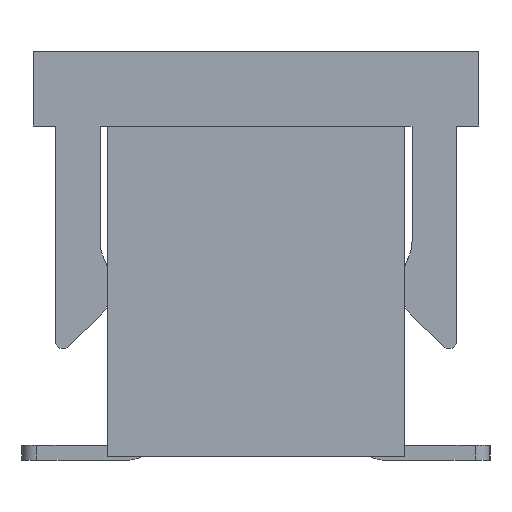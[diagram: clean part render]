
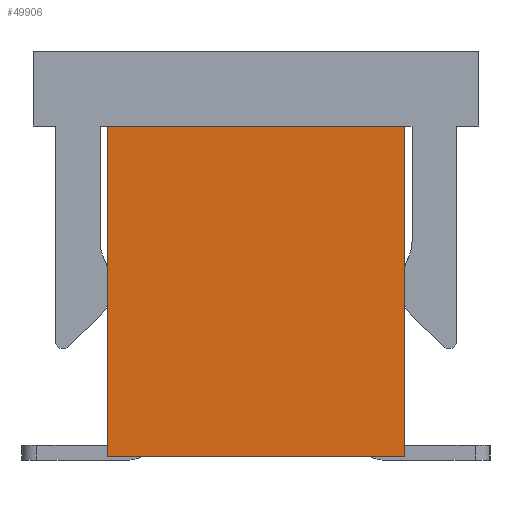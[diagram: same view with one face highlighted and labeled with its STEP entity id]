
A CAD part, left-side view. The second image highlights one B-rep face of the part: STEP entity #49906.
In plain terms, the highlighted planar face has unit normal (-1, 0, 0).
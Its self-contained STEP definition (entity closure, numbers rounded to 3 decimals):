
#839=CARTESIAN_POINT('',(-10.075,-2.,5.45));
#840=VERTEX_POINT('',#839);
#848=CARTESIAN_POINT('',(-10.075,2.,5.45));
#849=VERTEX_POINT('',#848);
#856=CARTESIAN_POINT('',(-10.075,-2.,5.45));
#857=DIRECTION('',(0.,1.,0.));
#858=VECTOR('',#857,4.);
#859=LINE('',#856,#858);
#860=EDGE_CURVE('',#840,#849,#859,.T.);
#49310=CARTESIAN_POINT('',(-10.075,2.,1.));
#49311=VERTEX_POINT('',#49310);
#49318=CARTESIAN_POINT('',(-10.075,2.,5.45));
#49319=DIRECTION('',(0.,0.,-1.));
#49320=VECTOR('',#49319,4.45);
#49321=LINE('',#49318,#49320);
#49322=EDGE_CURVE('',#849,#49311,#49321,.T.);
#49570=CARTESIAN_POINT('',(-10.075,-2.,1.));
#49571=VERTEX_POINT('',#49570);
#49572=CARTESIAN_POINT('',(-10.075,-2.,1.));
#49573=DIRECTION('',(0.,0.,1.));
#49574=VECTOR('',#49573,4.45);
#49575=LINE('',#49572,#49574);
#49576=EDGE_CURVE('',#49571,#840,#49575,.T.);
#49890=CARTESIAN_POINT('',(-10.075,0.,3.225));
#49891=DIRECTION('',(0.,-1.,0.));
#49892=DIRECTION('',(-1.,0.,0.));
#49893=AXIS2_PLACEMENT_3D('',#49890,#49892,#49891);
#49894=PLANE('',#49893);
#49895=CARTESIAN_POINT('',(-10.075,2.,1.));
#49896=DIRECTION('',(0.,-1.,0.));
#49897=VECTOR('',#49896,4.);
#49898=LINE('',#49895,#49897);
#49899=EDGE_CURVE('',#49311,#49571,#49898,.T.);
#49900=ORIENTED_EDGE('',*,*,#49899,.T.);
#49901=ORIENTED_EDGE('',*,*,#49576,.T.);
#49902=ORIENTED_EDGE('',*,*,#860,.T.);
#49903=ORIENTED_EDGE('',*,*,#49322,.T.);
#49904=EDGE_LOOP('',(#49900,#49901,#49902,#49903));
#49905=FACE_OUTER_BOUND('',#49904,.T.);
#49906=ADVANCED_FACE('',(#49905),#49894,.T.);
